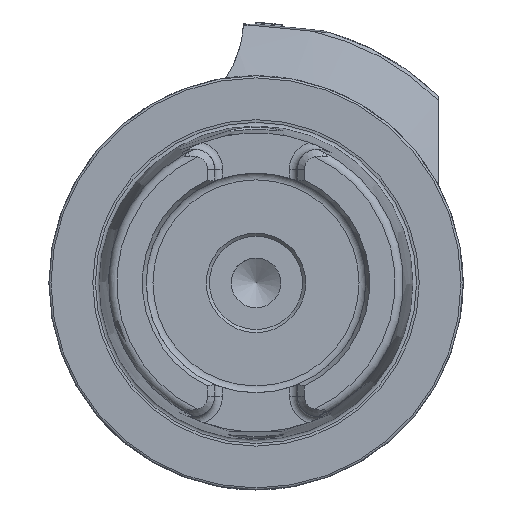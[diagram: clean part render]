
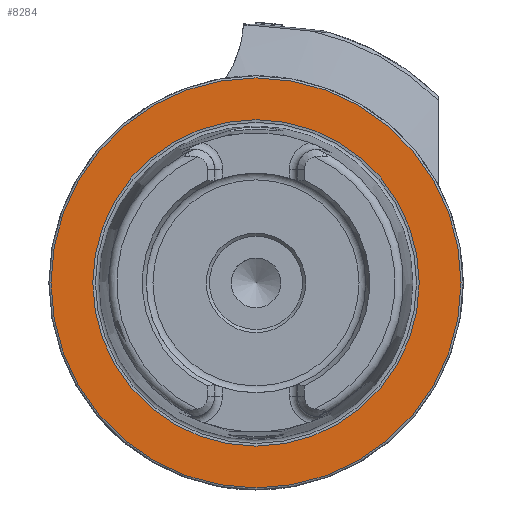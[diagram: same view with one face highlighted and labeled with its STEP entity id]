
A CAD part, left-side view. The second image highlights one B-rep face of the part: STEP entity #8284.
In plain terms, the highlighted planar face has unit normal (-1, 0, 0).
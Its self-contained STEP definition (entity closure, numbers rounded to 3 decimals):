
#321 = EDGE_CURVE ( 'NONE', #5053, #5053, #6726, .T. ) ;
#939 = DIRECTION ( 'NONE',  ( 0., -1., 0. ) ) ;
#1050 = ORIENTED_EDGE ( 'NONE', *, *, #7547, .T. ) ;
#2004 = DIRECTION ( 'NONE',  ( -1., 0., 0. ) ) ;
#2253 = FACE_OUTER_BOUND ( 'NONE', #7682, .T. ) ;
#3448 = DIRECTION ( 'NONE',  ( -1., 0., 0. ) ) ;
#4447 = DIRECTION ( 'NONE',  ( 0., 1., 0. ) ) ;
#5053 = VERTEX_POINT ( 'NONE', #7709 ) ;
#5441 = PLANE ( 'NONE',  #5551 ) ;
#5447 = DIRECTION ( 'NONE',  ( 0., -1., 0. ) ) ;
#5551 = AXIS2_PLACEMENT_3D ( 'NONE', #12096, #10321, #4447 ) ;
#5913 = EDGE_LOOP ( 'NONE', ( #7707 ) ) ;
#6456 = AXIS2_PLACEMENT_3D ( 'NONE', #8132, #3448, #5447 ) ;
#6726 = CIRCLE ( 'NONE', #6456, 39.405 ) ;
#7547 = EDGE_CURVE ( 'NONE', #9050, #9050, #11361, .T. ) ;
#7682 = EDGE_LOOP ( 'NONE', ( #1050 ) ) ;
#7707 = ORIENTED_EDGE ( 'NONE', *, *, #321, .F. ) ;
#7709 = CARTESIAN_POINT ( 'NONE',  ( 0., -39.405, 0. ) ) ;
#7994 = CARTESIAN_POINT ( 'NONE',  ( 0., -49.5, 0. ) ) ;
#8132 = CARTESIAN_POINT ( 'NONE',  ( 0., 0., 0. ) ) ;
#8284 = ADVANCED_FACE ( 'NONE', ( #8339, #2253 ), #5441, .F. ) ;
#8339 = FACE_BOUND ( 'NONE', #5913, .T. ) ;
#9050 = VERTEX_POINT ( 'NONE', #7994 ) ;
#10321 = DIRECTION ( 'NONE',  ( 1., 0., 0. ) ) ;
#11361 = CIRCLE ( 'NONE', #11867, 49.5 ) ;
#11446 = CARTESIAN_POINT ( 'NONE',  ( 0., 0., 0. ) ) ;
#11867 = AXIS2_PLACEMENT_3D ( 'NONE', #11446, #2004, #939 ) ;
#12096 = CARTESIAN_POINT ( 'NONE',  ( 0., 49.5, 0. ) ) ;
